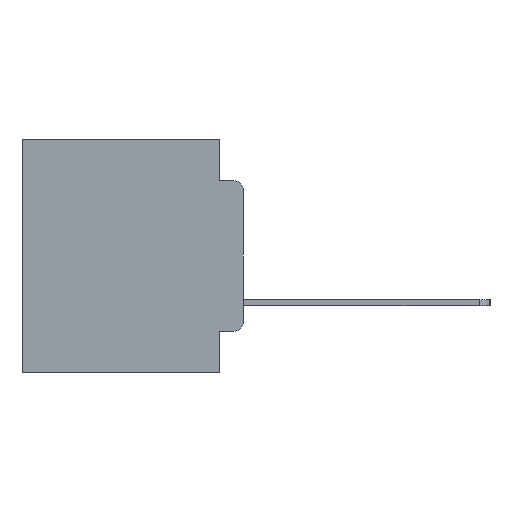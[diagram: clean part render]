
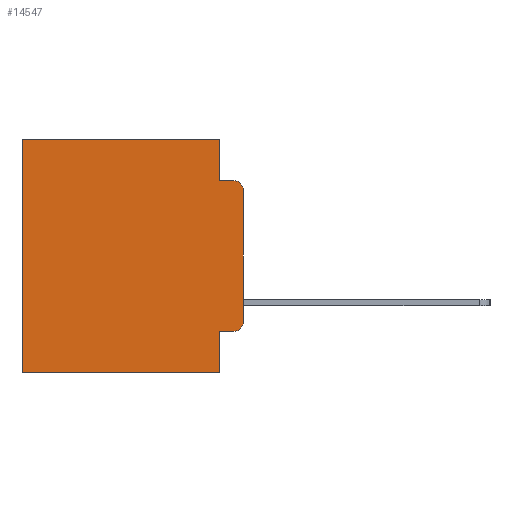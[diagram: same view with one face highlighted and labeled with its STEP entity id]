
A CAD part, left-side view. The second image highlights one B-rep face of the part: STEP entity #14547.
In plain terms, the highlighted planar face has unit normal (-1, 0, 0).
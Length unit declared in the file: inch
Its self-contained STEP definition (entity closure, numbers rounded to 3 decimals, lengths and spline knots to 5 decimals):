
#142 = DIRECTION ( 'NONE',  ( 0., 0., -1. ) ) ;
#235 = DIRECTION ( 'NONE',  ( 0., 0., -1. ) ) ;
#789 = EDGE_CURVE ( 'NONE', #10006, #22691, #2562, .T. ) ;
#895 = ORIENTED_EDGE ( 'NONE', *, *, #2321, .F. ) ;
#1385 = ORIENTED_EDGE ( 'NONE', *, *, #25351, .T. ) ;
#1773 = ORIENTED_EDGE ( 'NONE', *, *, #11418, .F. ) ;
#1837 = VECTOR ( 'NONE', #27481, 39.37008 ) ;
#1905 = CARTESIAN_POINT ( 'NONE',  ( 0.298, 0., 0. ) ) ;
#2321 = EDGE_CURVE ( 'NONE', #22691, #18316, #23470, .T. ) ;
#2328 = CARTESIAN_POINT ( 'NONE',  ( 0.298, 0.051, 0. ) ) ;
#2529 = ORIENTED_EDGE ( 'NONE', *, *, #15409, .F. ) ;
#2562 = LINE ( 'NONE', #8658, #13901 ) ;
#2997 = CARTESIAN_POINT ( 'NONE',  ( 0.298, 0., -0.1085 ) ) ;
#3236 = VECTOR ( 'NONE', #15833, 39.37008 ) ;
#3652 = CARTESIAN_POINT ( 'NONE',  ( 0.298, 0.02, -0.3915 ) ) ;
#3836 = CARTESIAN_POINT ( 'NONE',  ( 0.298, 0.051, 0. ) ) ;
#3846 = EDGE_CURVE ( 'NONE', #20131, #18316, #24112, .T. ) ;
#3944 = CARTESIAN_POINT ( 'NONE',  ( 0.298, 0.051, -0.0885 ) ) ;
#4084 = LINE ( 'NONE', #16190, #20561 ) ;
#4488 = CARTESIAN_POINT ( 'NONE',  ( 0.298, 0.051, -0.0885 ) ) ;
#5256 = CARTESIAN_POINT ( 'NONE',  ( 0.298, 0.473, 0. ) ) ;
#5945 = DIRECTION ( 'NONE',  ( 0., 0., -1. ) ) ;
#7437 = DIRECTION ( 'NONE',  ( 0., 0., -1. ) ) ;
#8658 = CARTESIAN_POINT ( 'NONE',  ( 0.298, 0.051, 0. ) ) ;
#8697 = PLANE ( 'NONE',  #15040 ) ;
#8904 = EDGE_LOOP ( 'NONE', ( #1773, #13531, #895, #17608, #10406, #1385, #2529, #25601, #25245, #21790 ) ) ;
#9117 = DIRECTION ( 'NONE',  ( 0., 0., -1. ) ) ;
#9220 = LINE ( 'NONE', #26795, #3236 ) ;
#9848 = CARTESIAN_POINT ( 'NONE',  ( 0.298, 0.051, -0.5 ) ) ;
#10006 = VERTEX_POINT ( 'NONE', #3836 ) ;
#10406 = ORIENTED_EDGE ( 'NONE', *, *, #18727, .T. ) ;
#11045 = VERTEX_POINT ( 'NONE', #16204 ) ;
#11418 = EDGE_CURVE ( 'NONE', #20131, #17505, #19099, .T. ) ;
#11757 = CIRCLE ( 'NONE', #27710, 0.02 ) ;
#12796 = VERTEX_POINT ( 'NONE', #22011 ) ;
#12799 = VERTEX_POINT ( 'NONE', #26413 ) ;
#13214 = VECTOR ( 'NONE', #235, 39.37008 ) ;
#13290 = DIRECTION ( 'NONE',  ( 0., 0., -1. ) ) ;
#13531 = ORIENTED_EDGE ( 'NONE', *, *, #3846, .T. ) ;
#13718 = DIRECTION ( 'NONE',  ( -1., 0., 0. ) ) ;
#13880 = LINE ( 'NONE', #20900, #1837 ) ;
#13901 = VECTOR ( 'NONE', #7437, 39.37008 ) ;
#14547 = ADVANCED_FACE ( 'NONE', ( #18436 ), #8697, .F. ) ;
#14861 = VERTEX_POINT ( 'NONE', #5256 ) ;
#15040 = AXIS2_PLACEMENT_3D ( 'NONE', #1905, #26496, #13290 ) ;
#15043 = EDGE_CURVE ( 'NONE', #12799, #17505, #11757, .T. ) ;
#15409 = EDGE_CURVE ( 'NONE', #16637, #12796, #13880, .T. ) ;
#15833 = DIRECTION ( 'NONE',  ( 0., 1., 0. ) ) ;
#16190 = CARTESIAN_POINT ( 'NONE',  ( 0.298, 0.051, -0.4115 ) ) ;
#16204 = CARTESIAN_POINT ( 'NONE',  ( 0.298, 0.051, -0.4115 ) ) ;
#16637 = VERTEX_POINT ( 'NONE', #9848 ) ;
#17505 = VERTEX_POINT ( 'NONE', #20073 ) ;
#17546 = CARTESIAN_POINT ( 'NONE',  ( 0.298, 0., 0. ) ) ;
#17608 = ORIENTED_EDGE ( 'NONE', *, *, #789, .F. ) ;
#18316 = VERTEX_POINT ( 'NONE', #18753 ) ;
#18436 = FACE_OUTER_BOUND ( 'NONE', #8904, .T. ) ;
#18727 = EDGE_CURVE ( 'NONE', #10006, #14861, #9220, .T. ) ;
#18753 = CARTESIAN_POINT ( 'NONE',  ( 0.298, 0.02, -0.0885 ) ) ;
#18852 = CARTESIAN_POINT ( 'NONE',  ( 0.298, 0.473, 0. ) ) ;
#19099 = LINE ( 'NONE', #17546, #13214 ) ;
#19358 = DIRECTION ( 'NONE',  ( -1., 0., 0. ) ) ;
#20073 = CARTESIAN_POINT ( 'NONE',  ( 0.298, 0., -0.3915 ) ) ;
#20131 = VERTEX_POINT ( 'NONE', #2997 ) ;
#20561 = VECTOR ( 'NONE', #27143, 39.37008 ) ;
#20900 = CARTESIAN_POINT ( 'NONE',  ( 0.298, 0., -0.5 ) ) ;
#20992 = VECTOR ( 'NONE', #21082, 39.37008 ) ;
#21082 = DIRECTION ( 'NONE',  ( 0., 0., -1. ) ) ;
#21790 = ORIENTED_EDGE ( 'NONE', *, *, #15043, .T. ) ;
#21903 = VECTOR ( 'NONE', #9117, 39.37008 ) ;
#22011 = CARTESIAN_POINT ( 'NONE',  ( 0.298, 0.473, -0.5 ) ) ;
#22418 = EDGE_CURVE ( 'NONE', #11045, #12799, #4084, .T. ) ;
#22691 = VERTEX_POINT ( 'NONE', #4488 ) ;
#23470 = LINE ( 'NONE', #3944, #28554 ) ;
#23861 = EDGE_CURVE ( 'NONE', #11045, #16637, #27696, .T. ) ;
#24112 = CIRCLE ( 'NONE', #26813, 0.02 ) ;
#25245 = ORIENTED_EDGE ( 'NONE', *, *, #22418, .T. ) ;
#25351 = EDGE_CURVE ( 'NONE', #14861, #12796, #27474, .T. ) ;
#25601 = ORIENTED_EDGE ( 'NONE', *, *, #23861, .F. ) ;
#26413 = CARTESIAN_POINT ( 'NONE',  ( 0.298, 0.02, -0.4115 ) ) ;
#26496 = DIRECTION ( 'NONE',  ( 1., 0., 0. ) ) ;
#26628 = DIRECTION ( 'NONE',  ( 0., -1., 0. ) ) ;
#26795 = CARTESIAN_POINT ( 'NONE',  ( 0.298, 0., 0. ) ) ;
#26813 = AXIS2_PLACEMENT_3D ( 'NONE', #26904, #13718, #142 ) ;
#26904 = CARTESIAN_POINT ( 'NONE',  ( 0.298, 0.02, -0.1085 ) ) ;
#27143 = DIRECTION ( 'NONE',  ( 0., -1., 0. ) ) ;
#27474 = LINE ( 'NONE', #18852, #20992 ) ;
#27481 = DIRECTION ( 'NONE',  ( 0., 1., 0. ) ) ;
#27696 = LINE ( 'NONE', #2328, #21903 ) ;
#27710 = AXIS2_PLACEMENT_3D ( 'NONE', #3652, #19358, #5945 ) ;
#28554 = VECTOR ( 'NONE', #26628, 39.37008 ) ;
